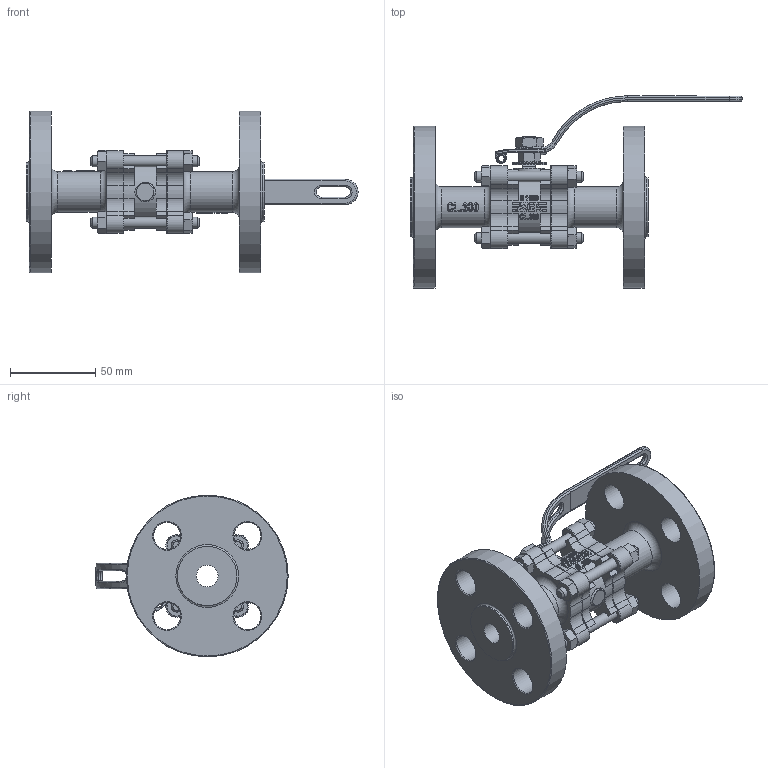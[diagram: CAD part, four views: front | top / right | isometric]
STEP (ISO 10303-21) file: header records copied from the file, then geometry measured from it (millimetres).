
FILE_DESCRIPTION(/* description */ (''),/* implementation_level */ '2;1');
FILE_NAME(/* name */ 'VETS1000 - Válvula de Esfera Tripartida Série 1000 Flange Classe 300 - Ø1-2''''.stp',/* time_stamp */ '2016-09-16T13:31:08-03:00',/* author */ ('Projetos'),/* organization */ (''),/* preprocessor_version */ 'ST-DEVELOPER v16.5',/* originating_system */ 'Autodesk Inventor 2017',/* authorisation */ '');
FILE_SCHEMA (('AUTOMOTIVE_DESIGN { 1 0 10303 214 3 1 1 }'));
Products named in the file (1): VETS1000 - Válvula de Esfera Tripartida Série 1000 Flange Cla
sse 300 - Ø1-2''
Bounding box: 195 x 112.89 x 95 mm (x, y, z)
Volume: 242851.1 mm3; surface area: 82725.1 mm2
Topology: 21 solids, 21 shells, 1268 faces, 3133 edges, 1983 vertices
Faces by surface type: plane 459, cylinder 286, bspline 279, cone 165, torus 77, sphere 2
Full cylindrical faces by diameter (mm): 3.5 x2, 4 x1, 4.978 x9, 6.35 x4, 7 x8, 7.798 x1, 10.2 x2, 12.7 x2, 14.5 x1, 15.9 x8, 20 x2, 23.9 x2, 31 x1, 34.9 x2, 95 x2
Entity records: 55469 total; most frequent: CARTESIAN_POINT 26351, ORIENTED_EDGE 6030, DIRECTION 5147, EDGE_CURVE 3015, VERTEX_POINT 1969, AXIS2_PLACEMENT_3D 1928, EDGE_LOOP 1524, LINE 1291
